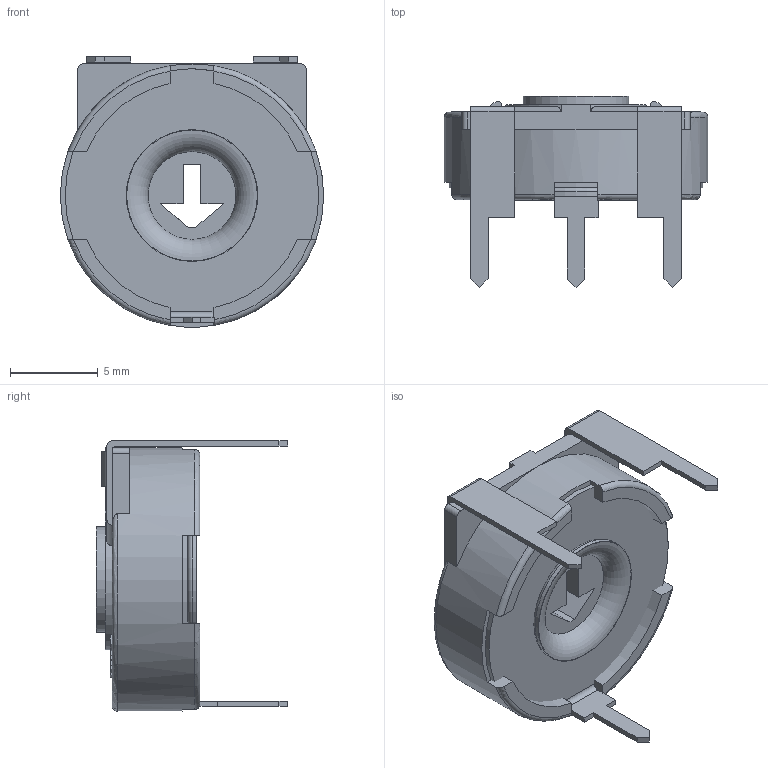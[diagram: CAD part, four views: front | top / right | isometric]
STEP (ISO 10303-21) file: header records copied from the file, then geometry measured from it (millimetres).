
FILE_DESCRIPTION(('Trimmer PIHER PT-15 Vertical type 15'),'2;1');
FILE_NAME('Trimmer_Piher_PT-15.step','2014-11-06T14:27:07',('Stphane Leininger'),('UGECAM - CRIP'),'Autodesk Inventor 2013','Autodesk Inventor 2013','');
FILE_SCHEMA(('CONFIG_CONTROL_DESIGN'));
Length unit declared in the file: millimetre
Products named in the file (4): Trimmer_Piher_PT-15_V15; Corps_PT-15; Axe; Broche 1
Assembly tree (3 placements, depth 2):
  Trimmer_Piher_PT-15_V15
    Corps_PT-15
    Axe
    Broche 1
Bounding box: 15 x 10.9 x 15.4 mm (x, y, z)
Volume: 830.8 mm3; surface area: 1412.5 mm2
Topology: 5 solids, 5 shells, 259 faces, 683 edges, 448 vertices
Faces by surface type: plane 185, bspline 38, cylinder 29, torus 7
Full cylindrical faces by diameter (mm): 3.7 x1, 6 x3, 7.5 x1, 14.441 x1, 15 x1
Entity records: 8294 total; most frequent: CARTESIAN_POINT 2048, ORIENTED_EDGE 1330, DIRECTION 1110, EDGE_CURVE 665, VECTOR 496, LINE 496, VERTEX_POINT 441, AXIS2_PLACEMENT_3D 307
